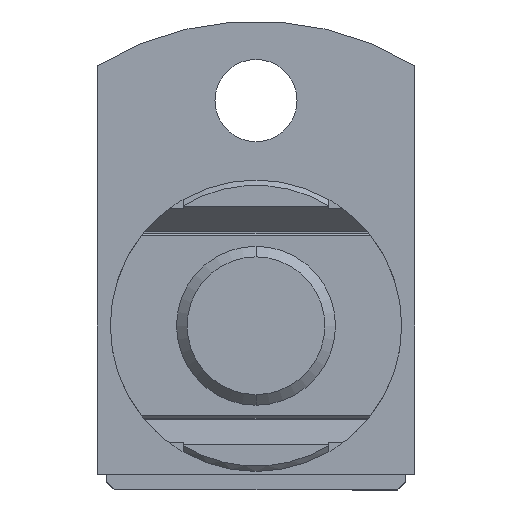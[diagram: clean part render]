
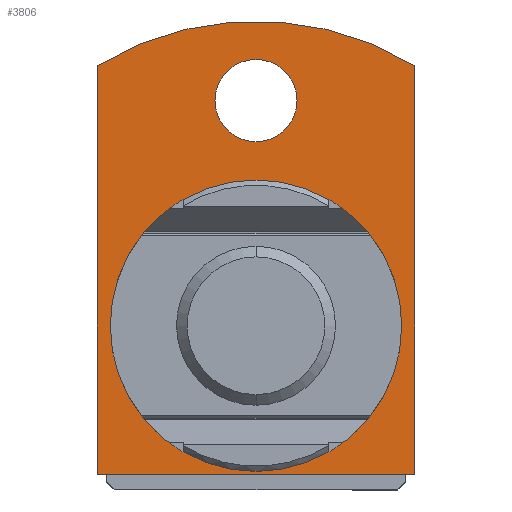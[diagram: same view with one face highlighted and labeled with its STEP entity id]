
A CAD part, front view. The second image highlights one B-rep face of the part: STEP entity #3806.
In plain terms, the highlighted planar face has unit normal (0, -1, 0).
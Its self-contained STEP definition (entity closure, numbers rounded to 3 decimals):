
#22 = CIRCLE ( 'NONE', #1265, 5.5 ) ;
#24 = AXIS2_PLACEMENT_3D ( 'NONE', #5581, #5523, #1074 ) ;
#100 = EDGE_CURVE ( 'Defeature ausgef�hrt2_12+Defeature ausgef�hrt2_13+Defeature ausgef�hrt2_13+Defeature ausgef�hrt2_13', #7470, #2977, #22, .T. ) ;
#110 = DIRECTION ( 'NONE',  ( 1., 0., 0. ) ) ;
#136 = DIRECTION ( 'NONE',  ( -1., 0., 0. ) ) ;
#164 = CARTESIAN_POINT ( 'NONE',  ( 6., -5., -5.6 ) ) ;
#444 = EDGE_LOOP ( 'NONE', ( #3989, #2483, #6136, #3746 ) ) ;
#712 = CIRCLE ( 'NONE', #3141, 1.55 ) ;
#743 = CARTESIAN_POINT ( 'NONE',  ( 0., -5., -5.6 ) ) ;
#780 = CARTESIAN_POINT ( 'NONE',  ( 1.55, -5., 8.5 ) ) ;
#886 = CARTESIAN_POINT ( 'NONE',  ( -6., -5., 11.5 ) ) ;
#966 = CARTESIAN_POINT ( 'NONE',  ( -6., -5., 9.811 ) ) ;
#1073 = CARTESIAN_POINT ( 'NONE',  ( 5.5, -5., 0. ) ) ;
#1074 = DIRECTION ( 'NONE',  ( -1., 0., 0. ) ) ;
#1082 = EDGE_CURVE ( 'Defeature ausgef�hrt2_12+Defeature ausgef�hrt2_22+Defeature ausgef�hrt2_8+Defeature ausgef�hrt2_34', #2352, #1405, #1533, .T. ) ;
#1130 = DIRECTION ( 'NONE',  ( -1., 0., 0. ) ) ;
#1159 = EDGE_CURVE ( 'Defeature ausgef�hrt2_12+Defeature ausgef�hrt2_23+Defeature ausgef�hrt2_34+Defeature ausgef�hrt2_8', #8283, #6480, #6095, .T. ) ;
#1165 = DIRECTION ( 'NONE',  ( 0., 1., 0. ) ) ;
#1204 = CARTESIAN_POINT ( 'NONE',  ( -6., -5., -5.6 ) ) ;
#1265 = AXIS2_PLACEMENT_3D ( 'NONE', #7873, #7310, #6550 ) ;
#1397 = EDGE_LOOP ( 'NONE', ( #4543, #2367 ) ) ;
#1405 = VERTEX_POINT ( 'NONE', #1204 ) ;
#1533 = LINE ( 'NONE', #886, #2443 ) ;
#1610 = VERTEX_POINT ( 'NONE', #3871 ) ;
#1945 = CARTESIAN_POINT ( 'NONE',  ( 0., -5., 8.5 ) ) ;
#2000 = DIRECTION ( 'NONE',  ( -1., 0., 0. ) ) ;
#2030 = VECTOR ( 'NONE', #110, 1000. ) ;
#2272 = DIRECTION ( 'NONE',  ( 0., 0., 1. ) ) ;
#2352 = VERTEX_POINT ( 'NONE', #966 ) ;
#2367 = ORIENTED_EDGE ( 'NONE', *, *, #7080, .T. ) ;
#2371 = PLANE ( 'NONE',  #24 ) ;
#2443 = VECTOR ( 'NONE', #7334, 1000. ) ;
#2483 = ORIENTED_EDGE ( 'NONE', *, *, #7706, .T. ) ;
#2530 = CIRCLE ( 'NONE', #2776, 1.55 ) ;
#2776 = AXIS2_PLACEMENT_3D ( 'NONE', #7838, #6630, #136 ) ;
#2950 = ORIENTED_EDGE ( 'NONE', *, *, #7106, .T. ) ;
#2977 = VERTEX_POINT ( 'NONE', #6312 ) ;
#3141 = AXIS2_PLACEMENT_3D ( 'NONE', #1945, #3873, #2000 ) ;
#3407 = EDGE_LOOP ( 'NONE', ( #2950, #7761 ) ) ;
#3423 = AXIS2_PLACEMENT_3D ( 'NONE', #7145, #4561, #7831 ) ;
#3510 = AXIS2_PLACEMENT_3D ( 'NONE', #5025, #1165, #1130 ) ;
#3692 = CARTESIAN_POINT ( 'NONE',  ( 6., -5., 9.811 ) ) ;
#3746 = ORIENTED_EDGE ( 'NONE', *, *, #4021, .F. ) ;
#3806 = ADVANCED_FACE ( 'Defeature ausgef�hrt2_12', ( #8291, #4958, #6865 ), #2371, .F. ) ;
#3871 = CARTESIAN_POINT ( 'NONE',  ( -1.55, -5., 8.5 ) ) ;
#3873 = DIRECTION ( 'NONE',  ( 0., 1., 0. ) ) ;
#3989 = ORIENTED_EDGE ( 'NONE', *, *, #1082, .T. ) ;
#4021 = EDGE_CURVE ( 'Defeature ausgef�hrt2_8+Defeature ausgef�hrt2_12+Defeature ausgef�hrt2_22+Defeature ausgef�hrt2_23', #2352, #6480, #8386, .T. ) ;
#4543 = ORIENTED_EDGE ( 'NONE', *, *, #8176, .T. ) ;
#4561 = DIRECTION ( 'NONE',  ( 0., 1., 0. ) ) ;
#4784 = VECTOR ( 'NONE', #2272, 1000. ) ;
#4958 = FACE_OUTER_BOUND ( 'NONE', #444, .T. ) ;
#5025 = CARTESIAN_POINT ( 'NONE',  ( 0., -5., 0. ) ) ;
#5399 = CIRCLE ( 'NONE', #3423, 5.5 ) ;
#5523 = DIRECTION ( 'NONE',  ( 0., 1., 0. ) ) ;
#5581 = CARTESIAN_POINT ( 'NONE',  ( 0., -5., 11.5 ) ) ;
#5991 = LINE ( 'NONE', #743, #2030 ) ;
#6095 = LINE ( 'NONE', #6803, #4784 ) ;
#6136 = ORIENTED_EDGE ( 'NONE', *, *, #1159, .T. ) ;
#6312 = CARTESIAN_POINT ( 'NONE',  ( -5.5, -5., 0. ) ) ;
#6480 = VERTEX_POINT ( 'NONE', #3692 ) ;
#6550 = DIRECTION ( 'NONE',  ( -1., 0., 0. ) ) ;
#6630 = DIRECTION ( 'NONE',  ( 0., 1., 0. ) ) ;
#6803 = CARTESIAN_POINT ( 'NONE',  ( 6., -5., 11.5 ) ) ;
#6865 = FACE_BOUND ( 'NONE', #3407, .T. ) ;
#7080 = EDGE_CURVE ( 'Defeature ausgef�hrt2_12+Defeature ausgef�hrt2_152+Defeature ausgef�hrt2_152+Defeature ausgef�hrt2_152', #7252, #1610, #712, .T. ) ;
#7106 = EDGE_CURVE ( 'Defeature ausgef�hrt2_12+Defeature ausgef�hrt2_13+Defeature ausgef�hrt2_13+Defeature ausgef�hrt2_13', #2977, #7470, #5399, .T. ) ;
#7145 = CARTESIAN_POINT ( 'NONE',  ( 0., -5., 0. ) ) ;
#7252 = VERTEX_POINT ( 'NONE', #780 ) ;
#7310 = DIRECTION ( 'NONE',  ( 0., 1., 0. ) ) ;
#7334 = DIRECTION ( 'NONE',  ( 0., 0., -1. ) ) ;
#7470 = VERTEX_POINT ( 'NONE', #1073 ) ;
#7706 = EDGE_CURVE ( 'Defeature ausgef�hrt2_12+Defeature ausgef�hrt2_34+Defeature ausgef�hrt2_22+Defeature ausgef�hrt2_23', #1405, #8283, #5991, .T. ) ;
#7761 = ORIENTED_EDGE ( 'NONE', *, *, #100, .T. ) ;
#7831 = DIRECTION ( 'NONE',  ( -1., 0., 0. ) ) ;
#7838 = CARTESIAN_POINT ( 'NONE',  ( 0., -5., 8.5 ) ) ;
#7873 = CARTESIAN_POINT ( 'NONE',  ( 0., -5., 0. ) ) ;
#8176 = EDGE_CURVE ( 'Defeature ausgef�hrt2_12+Defeature ausgef�hrt2_152+Defeature ausgef�hrt2_152+Defeature ausgef�hrt2_152', #1610, #7252, #2530, .T. ) ;
#8283 = VERTEX_POINT ( 'NONE', #164 ) ;
#8291 = FACE_BOUND ( 'NONE', #1397, .T. ) ;
#8386 = CIRCLE ( 'NONE', #3510, 11.5 ) ;
